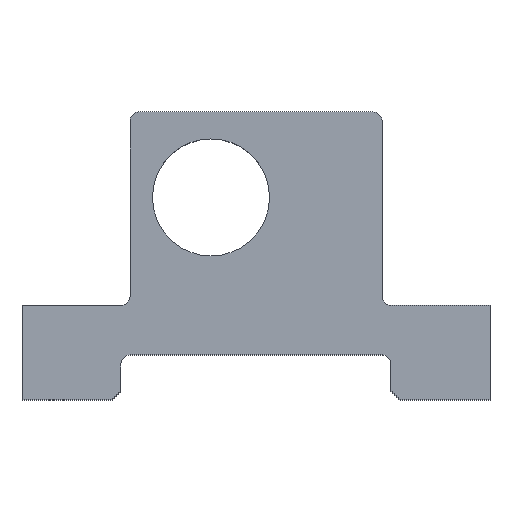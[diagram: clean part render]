
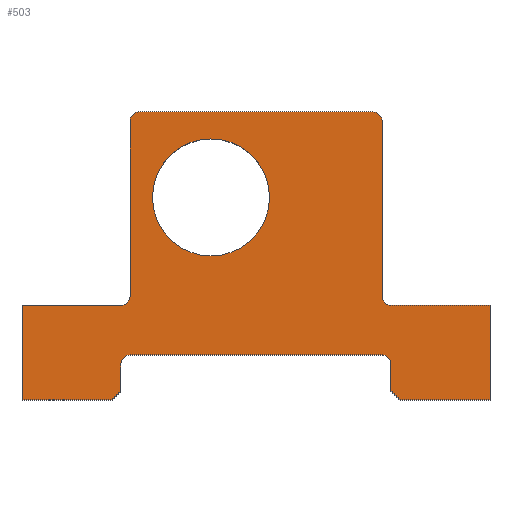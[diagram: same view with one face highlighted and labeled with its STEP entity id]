
A CAD part, top view. The second image highlights one B-rep face of the part: STEP entity #503.
In plain terms, the highlighted planar face has unit normal (0, 0, 1).
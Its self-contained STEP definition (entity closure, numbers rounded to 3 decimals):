
#15=FACE_BOUND('',#71,.T.);
#23=PLANE('',#558);
#43=FACE_OUTER_BOUND('',#70,.T.);
#70=EDGE_LOOP('',(#366,#367,#368,#369,#370,#371,#372,#373,#374,#375,#376,
#377,#378,#379,#380,#381,#382,#383,#384,#385));
#71=EDGE_LOOP('',(#386));
#99=LINE('',#774,#150);
#101=LINE('',#778,#152);
#104=LINE('',#784,#155);
#105=LINE('',#786,#156);
#106=LINE('',#788,#157);
#107=LINE('',#792,#158);
#108=LINE('',#796,#159);
#109=LINE('',#800,#160);
#110=LINE('',#804,#161);
#111=LINE('',#806,#162);
#112=LINE('',#808,#163);
#113=LINE('',#810,#164);
#114=LINE('',#812,#165);
#115=LINE('',#816,#166);
#150=VECTOR('',#625,10.);
#152=VECTOR('',#629,10.);
#155=VECTOR('',#634,10.);
#156=VECTOR('',#635,10.);
#157=VECTOR('',#636,10.);
#158=VECTOR('',#639,10.);
#159=VECTOR('',#642,10.);
#160=VECTOR('',#645,10.);
#161=VECTOR('',#648,10.);
#162=VECTOR('',#649,10.);
#163=VECTOR('',#650,10.);
#164=VECTOR('',#651,10.);
#165=VECTOR('',#652,10.);
#166=VECTOR('',#655,10.);
#205=CIRCLE('',#559,1.);
#206=CIRCLE('',#560,1.);
#207=CIRCLE('',#561,1.);
#208=CIRCLE('',#562,1.);
#209=CIRCLE('',#563,1.);
#210=CIRCLE('',#564,1.);
#211=CIRCLE('',#565,6.5);
#229=VERTEX_POINT('',#771);
#230=VERTEX_POINT('',#773);
#231=VERTEX_POINT('',#777);
#233=VERTEX_POINT('',#783);
#234=VERTEX_POINT('',#785);
#235=VERTEX_POINT('',#787);
#236=VERTEX_POINT('',#789);
#237=VERTEX_POINT('',#791);
#238=VERTEX_POINT('',#793);
#239=VERTEX_POINT('',#795);
#240=VERTEX_POINT('',#797);
#241=VERTEX_POINT('',#799);
#242=VERTEX_POINT('',#801);
#243=VERTEX_POINT('',#803);
#244=VERTEX_POINT('',#805);
#245=VERTEX_POINT('',#807);
#246=VERTEX_POINT('',#809);
#247=VERTEX_POINT('',#811);
#248=VERTEX_POINT('',#813);
#249=VERTEX_POINT('',#815);
#250=VERTEX_POINT('',#818);
#281=EDGE_CURVE('',#229,#230,#99,.T.);
#283=EDGE_CURVE('',#231,#230,#101,.T.);
#286=EDGE_CURVE('',#229,#233,#104,.T.);
#287=EDGE_CURVE('',#233,#234,#105,.T.);
#288=EDGE_CURVE('',#234,#235,#106,.T.);
#289=EDGE_CURVE('',#236,#235,#205,.T.);
#290=EDGE_CURVE('',#236,#237,#107,.T.);
#291=EDGE_CURVE('',#238,#237,#206,.T.);
#292=EDGE_CURVE('',#238,#239,#108,.T.);
#293=EDGE_CURVE('',#240,#239,#207,.T.);
#294=EDGE_CURVE('',#240,#241,#109,.T.);
#295=EDGE_CURVE('',#242,#241,#208,.T.);
#296=EDGE_CURVE('',#242,#243,#110,.T.);
#297=EDGE_CURVE('',#243,#244,#111,.T.);
#298=EDGE_CURVE('',#244,#245,#112,.T.);
#299=EDGE_CURVE('',#246,#245,#113,.T.);
#300=EDGE_CURVE('',#246,#247,#114,.T.);
#301=EDGE_CURVE('',#248,#247,#209,.T.);
#302=EDGE_CURVE('',#248,#249,#115,.T.);
#303=EDGE_CURVE('',#231,#249,#210,.T.);
#304=EDGE_CURVE('',#250,#250,#211,.T.);
#366=ORIENTED_EDGE('',*,*,#281,.F.);
#367=ORIENTED_EDGE('',*,*,#286,.T.);
#368=ORIENTED_EDGE('',*,*,#287,.T.);
#369=ORIENTED_EDGE('',*,*,#288,.T.);
#370=ORIENTED_EDGE('',*,*,#289,.F.);
#371=ORIENTED_EDGE('',*,*,#290,.T.);
#372=ORIENTED_EDGE('',*,*,#291,.F.);
#373=ORIENTED_EDGE('',*,*,#292,.T.);
#374=ORIENTED_EDGE('',*,*,#293,.F.);
#375=ORIENTED_EDGE('',*,*,#294,.T.);
#376=ORIENTED_EDGE('',*,*,#295,.F.);
#377=ORIENTED_EDGE('',*,*,#296,.T.);
#378=ORIENTED_EDGE('',*,*,#297,.T.);
#379=ORIENTED_EDGE('',*,*,#298,.T.);
#380=ORIENTED_EDGE('',*,*,#299,.F.);
#381=ORIENTED_EDGE('',*,*,#300,.T.);
#382=ORIENTED_EDGE('',*,*,#301,.F.);
#383=ORIENTED_EDGE('',*,*,#302,.T.);
#384=ORIENTED_EDGE('',*,*,#303,.F.);
#385=ORIENTED_EDGE('',*,*,#283,.T.);
#386=ORIENTED_EDGE('',*,*,#304,.T.);
#503=ADVANCED_FACE('',(#43,#15),#23,.T.);
#558=AXIS2_PLACEMENT_3D('',#782,#632,#633);
#559=AXIS2_PLACEMENT_3D('',#790,#637,#638);
#560=AXIS2_PLACEMENT_3D('',#794,#640,#641);
#561=AXIS2_PLACEMENT_3D('',#798,#643,#644);
#562=AXIS2_PLACEMENT_3D('',#802,#646,#647);
#563=AXIS2_PLACEMENT_3D('',#814,#653,#654);
#564=AXIS2_PLACEMENT_3D('',#817,#656,#657);
#565=AXIS2_PLACEMENT_3D('',#819,#658,#659);
#625=DIRECTION('',(-0.707,0.707,0.));
#629=DIRECTION('',(0.,-1.,0.));
#632=DIRECTION('center_axis',(0.,0.,1.));
#633=DIRECTION('ref_axis',(1.,0.,0.));
#634=DIRECTION('',(1.,0.,0.));
#635=DIRECTION('',(0.,1.,0.));
#636=DIRECTION('',(-1.,0.,0.));
#637=DIRECTION('center_axis',(0.,0.,1.));
#638=DIRECTION('ref_axis',(-0.707,-0.707,0.));
#639=DIRECTION('',(0.,1.,0.));
#640=DIRECTION('center_axis',(0.,0.,-1.));
#641=DIRECTION('ref_axis',(0.707,0.707,0.));
#642=DIRECTION('',(-1.,0.,0.));
#643=DIRECTION('center_axis',(0.,0.,-1.));
#644=DIRECTION('ref_axis',(-0.707,0.707,0.));
#645=DIRECTION('',(0.,-1.,0.));
#646=DIRECTION('center_axis',(0.,0.,1.));
#647=DIRECTION('ref_axis',(0.707,-0.707,0.));
#648=DIRECTION('',(-1.,0.,0.));
#649=DIRECTION('',(0.,-1.,0.));
#650=DIRECTION('',(1.,0.,0.));
#651=DIRECTION('',(-0.707,-0.707,0.));
#652=DIRECTION('',(0.,1.,0.));
#653=DIRECTION('center_axis',(0.,0.,1.));
#654=DIRECTION('ref_axis',(-0.707,0.707,0.));
#655=DIRECTION('',(1.,0.,0.));
#656=DIRECTION('center_axis',(0.,0.,1.));
#657=DIRECTION('ref_axis',(0.707,0.707,0.));
#658=DIRECTION('center_axis',(0.,0.,-1.));
#659=DIRECTION('ref_axis',(-1.,0.,0.));
#771=CARTESIAN_POINT('',(42.,0.,0.));
#773=CARTESIAN_POINT('',(41.,1.,0.));
#774=CARTESIAN_POINT('',(34.454,7.546,0.));
#777=CARTESIAN_POINT('',(41.,4.,0.));
#778=CARTESIAN_POINT('',(41.,5.,0.));
#782=CARTESIAN_POINT('Origin',(26.,13.185,0.));
#783=CARTESIAN_POINT('',(52.,0.,0.));
#784=CARTESIAN_POINT('',(41.,0.,0.));
#785=CARTESIAN_POINT('',(52.,10.5,0.));
#786=CARTESIAN_POINT('',(52.,0.,0.));
#787=CARTESIAN_POINT('',(41.,10.5,0.));
#788=CARTESIAN_POINT('',(52.,10.5,0.));
#789=CARTESIAN_POINT('',(40.,11.5,0.));
#790=CARTESIAN_POINT('Origin',(41.,11.5,0.));
#791=CARTESIAN_POINT('',(40.,31.,0.));
#792=CARTESIAN_POINT('',(40.,10.5,0.));
#793=CARTESIAN_POINT('',(39.,32.,0.));
#794=CARTESIAN_POINT('Origin',(39.,31.,0.));
#795=CARTESIAN_POINT('',(13.,32.,0.));
#796=CARTESIAN_POINT('',(40.,32.,0.));
#797=CARTESIAN_POINT('',(12.,31.,0.));
#798=CARTESIAN_POINT('Origin',(13.,31.,0.));
#799=CARTESIAN_POINT('',(12.,11.5,0.));
#800=CARTESIAN_POINT('',(12.,32.,0.));
#801=CARTESIAN_POINT('',(11.,10.5,0.));
#802=CARTESIAN_POINT('Origin',(11.,11.5,0.));
#803=CARTESIAN_POINT('',(0.,10.5,0.));
#804=CARTESIAN_POINT('',(12.,10.5,0.));
#805=CARTESIAN_POINT('',(0.,0.,0.));
#806=CARTESIAN_POINT('',(0.,10.5,0.));
#807=CARTESIAN_POINT('',(10.,0.,0.));
#808=CARTESIAN_POINT('',(0.,0.,0.));
#809=CARTESIAN_POINT('',(11.,1.,0.));
#810=CARTESIAN_POINT('',(17.546,7.546,0.));
#811=CARTESIAN_POINT('',(11.,4.,0.));
#812=CARTESIAN_POINT('',(11.,0.,0.));
#813=CARTESIAN_POINT('',(12.,5.,0.));
#814=CARTESIAN_POINT('Origin',(12.,4.,0.));
#815=CARTESIAN_POINT('',(40.,5.,0.));
#816=CARTESIAN_POINT('',(11.,5.,0.));
#817=CARTESIAN_POINT('Origin',(40.,4.,0.));
#818=CARTESIAN_POINT('',(27.5,22.5,0.));
#819=CARTESIAN_POINT('Origin',(21.,22.5,0.));
